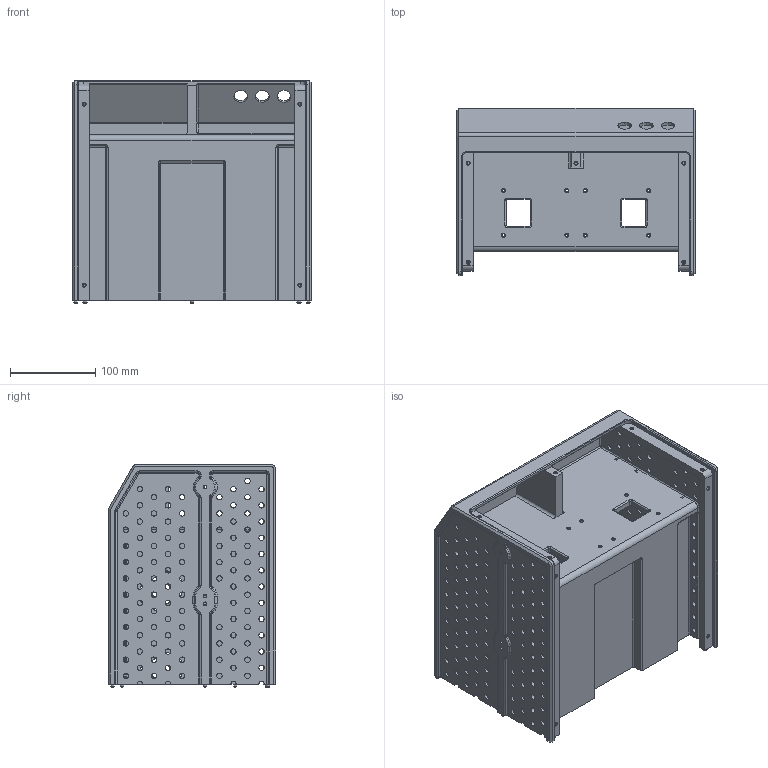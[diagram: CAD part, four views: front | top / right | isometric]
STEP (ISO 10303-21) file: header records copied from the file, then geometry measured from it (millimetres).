
FILE_DESCRIPTION (( 'STEP AP203' ), '1' );
FILE_NAME ('CARRIAGE_HOUSING-A_26MAR2019.STEP', '2019-03-26T18:59:23', ( 'GCX' ), ( 'Microsoft' ), 'SwSTEP 2.0', 'SolidWorks 2018', '' );
FILE_SCHEMA (( 'CONFIG_CONTROL_DESIGN' ));
Length unit declared in the file: inch
Products named in the file (1): CARRIAGE_HOUSING-A_26MAR2019
Bounding box: 279.4 x 195.89 x 260.99 mm (x, y, z)
Volume: 1317234 mm3; surface area: 541069.9 mm2
Topology: 1 solids, 1 shells, 1405 faces, 4015 edges, 2533 vertices
Faces by surface type: cylinder 978, plane 181, torus 170, cone 50, sphere 21, bspline 5
Entity records: 49346 total; most frequent: CARTESIAN_POINT 9728, DIRECTION 8935, ORIENTED_EDGE 7990, EDGE_CURVE 3995, AXIS2_PLACEMENT_3D 3670, VERTEX_POINT 2533, CIRCLE 2269, EDGE_LOOP 2014
